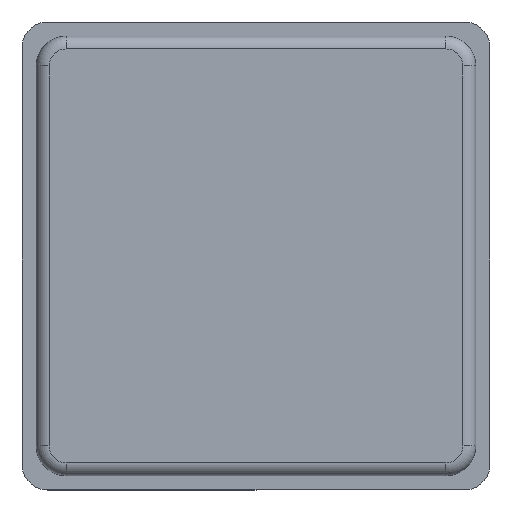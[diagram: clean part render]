
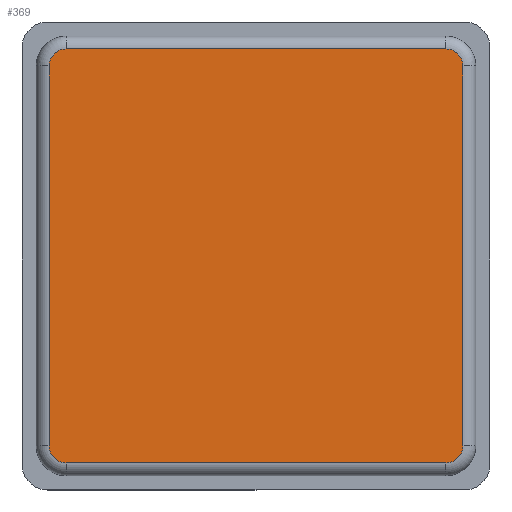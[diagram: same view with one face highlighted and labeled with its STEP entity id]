
A CAD part, top view. The second image highlights one B-rep face of the part: STEP entity #369.
In plain terms, the highlighted planar face has unit normal (0, 0, 1).
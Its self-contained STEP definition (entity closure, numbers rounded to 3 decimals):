
#5 = VERTEX_POINT ( 'NONE', #1034 ) ;
#29 = CARTESIAN_POINT ( 'NONE',  ( -48.65, 44.65, 9.5 ) ) ;
#42 = VERTEX_POINT ( 'NONE', #105 ) ;
#67 = DIRECTION ( 'NONE',  ( -1., 0., 0. ) ) ;
#69 = PLANE ( 'NONE',  #241 ) ;
#78 = DIRECTION ( 'NONE',  ( 1., 0., 0. ) ) ;
#100 = DIRECTION ( 'NONE',  ( 0., 0., 1. ) ) ;
#105 = CARTESIAN_POINT ( 'NONE',  ( 48.65, -44.65, 9.5 ) ) ;
#106 = LINE ( 'NONE', #134, #620 ) ;
#117 = AXIS2_PLACEMENT_3D ( 'NONE', #486, #849, #1019 ) ;
#125 = LINE ( 'NONE', #689, #790 ) ;
#128 = VERTEX_POINT ( 'NONE', #29 ) ;
#129 = CARTESIAN_POINT ( 'NONE',  ( -48.65, -44.65, 9.5 ) ) ;
#134 = CARTESIAN_POINT ( 'NONE',  ( -48.65, -44.65, 9.5 ) ) ;
#149 = VERTEX_POINT ( 'NONE', #722 ) ;
#154 = DIRECTION ( 'NONE',  ( -1., 0., 0. ) ) ;
#225 = DIRECTION ( 'NONE',  ( -1., 0., 0. ) ) ;
#241 = AXIS2_PLACEMENT_3D ( 'NONE', #323, #681, #858 ) ;
#271 = ORIENTED_EDGE ( 'NONE', *, *, #495, .T. ) ;
#285 = CIRCLE ( 'NONE', #117, 4. ) ;
#317 = ORIENTED_EDGE ( 'NONE', *, *, #527, .T. ) ;
#320 = VERTEX_POINT ( 'NONE', #662 ) ;
#323 = CARTESIAN_POINT ( 'NONE',  ( -44.65, -44.65, 9.5 ) ) ;
#333 = EDGE_CURVE ( 'NONE', #149, #320, #728, .T. ) ;
#347 = CIRCLE ( 'NONE', #682, 4. ) ;
#369 = ADVANCED_FACE ( 'NONE', ( #765 ), #69, .F. ) ;
#373 = VECTOR ( 'NONE', #964, 1000. ) ;
#374 = ORIENTED_EDGE ( 'NONE', *, *, #333, .T. ) ;
#380 = EDGE_CURVE ( 'NONE', #128, #721, #106, .T. ) ;
#407 = CARTESIAN_POINT ( 'NONE',  ( -44.65, -44.65, 9.5 ) ) ;
#416 = DIRECTION ( 'NONE',  ( 0., 0., 1. ) ) ;
#430 = CIRCLE ( 'NONE', #605, 4. ) ;
#486 = CARTESIAN_POINT ( 'NONE',  ( -44.65, 44.65, 9.5 ) ) ;
#495 = EDGE_CURVE ( 'NONE', #42, #5, #761, .T. ) ;
#527 = EDGE_CURVE ( 'NONE', #1092, #838, #125, .T. ) ;
#532 = VECTOR ( 'NONE', #225, 1000. ) ;
#578 = EDGE_CURVE ( 'NONE', #838, #42, #600, .T. ) ;
#588 = DIRECTION ( 'NONE',  ( 0., 0., 1. ) ) ;
#600 = CIRCLE ( 'NONE', #768, 4. ) ;
#605 = AXIS2_PLACEMENT_3D ( 'NONE', #407, #588, #154 ) ;
#620 = VECTOR ( 'NONE', #852, 1000. ) ;
#640 = DIRECTION ( 'NONE',  ( -1., 0., 0. ) ) ;
#662 = CARTESIAN_POINT ( 'NONE',  ( -44.65, 48.65, 9.5 ) ) ;
#664 = CARTESIAN_POINT ( 'NONE',  ( -44.65, -48.65, 9.5 ) ) ;
#681 = DIRECTION ( 'NONE',  ( 0., 0., -1. ) ) ;
#682 = AXIS2_PLACEMENT_3D ( 'NONE', #931, #416, #67 ) ;
#689 = CARTESIAN_POINT ( 'NONE',  ( -44.65, -48.65, 9.5 ) ) ;
#721 = VERTEX_POINT ( 'NONE', #129 ) ;
#722 = CARTESIAN_POINT ( 'NONE',  ( 44.65, 48.65, 9.5 ) ) ;
#728 = LINE ( 'NONE', #748, #532 ) ;
#748 = CARTESIAN_POINT ( 'NONE',  ( -44.65, 48.65, 9.5 ) ) ;
#761 = LINE ( 'NONE', #871, #373 ) ;
#765 = FACE_OUTER_BOUND ( 'NONE', #966, .T. ) ;
#768 = AXIS2_PLACEMENT_3D ( 'NONE', #889, #100, #640 ) ;
#789 = ORIENTED_EDGE ( 'NONE', *, *, #837, .T. ) ;
#790 = VECTOR ( 'NONE', #78, 1000. ) ;
#825 = ORIENTED_EDGE ( 'NONE', *, *, #578, .T. ) ;
#837 = EDGE_CURVE ( 'NONE', #721, #1092, #430, .T. ) ;
#838 = VERTEX_POINT ( 'NONE', #1000 ) ;
#849 = DIRECTION ( 'NONE',  ( 0., 0., 1. ) ) ;
#852 = DIRECTION ( 'NONE',  ( 0., -1., 0. ) ) ;
#858 = DIRECTION ( 'NONE',  ( -1., 0., 0. ) ) ;
#861 = EDGE_CURVE ( 'NONE', #5, #149, #347, .T. ) ;
#866 = ORIENTED_EDGE ( 'NONE', *, *, #861, .T. ) ;
#871 = CARTESIAN_POINT ( 'NONE',  ( 48.65, -44.65, 9.5 ) ) ;
#889 = CARTESIAN_POINT ( 'NONE',  ( 44.65, -44.65, 9.5 ) ) ;
#931 = CARTESIAN_POINT ( 'NONE',  ( 44.65, 44.65, 9.5 ) ) ;
#964 = DIRECTION ( 'NONE',  ( 0., 1., 0. ) ) ;
#966 = EDGE_LOOP ( 'NONE', ( #271, #866, #374, #1049, #1063, #789, #317, #825 ) ) ;
#1000 = CARTESIAN_POINT ( 'NONE',  ( 44.65, -48.65, 9.5 ) ) ;
#1019 = DIRECTION ( 'NONE',  ( -1., 0., 0. ) ) ;
#1034 = CARTESIAN_POINT ( 'NONE',  ( 48.65, 44.65, 9.5 ) ) ;
#1049 = ORIENTED_EDGE ( 'NONE', *, *, #1135, .T. ) ;
#1063 = ORIENTED_EDGE ( 'NONE', *, *, #380, .T. ) ;
#1092 = VERTEX_POINT ( 'NONE', #664 ) ;
#1135 = EDGE_CURVE ( 'NONE', #320, #128, #285, .T. ) ;
